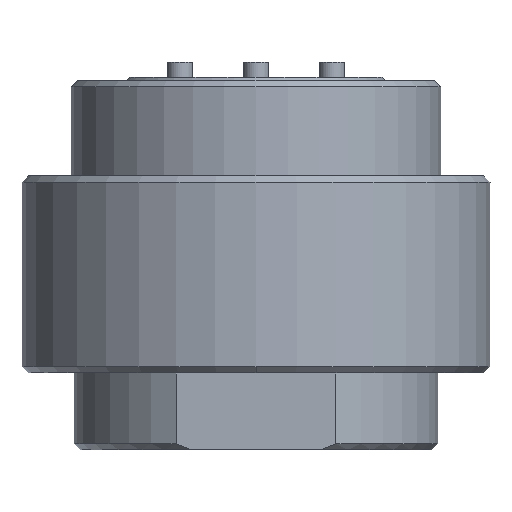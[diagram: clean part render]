
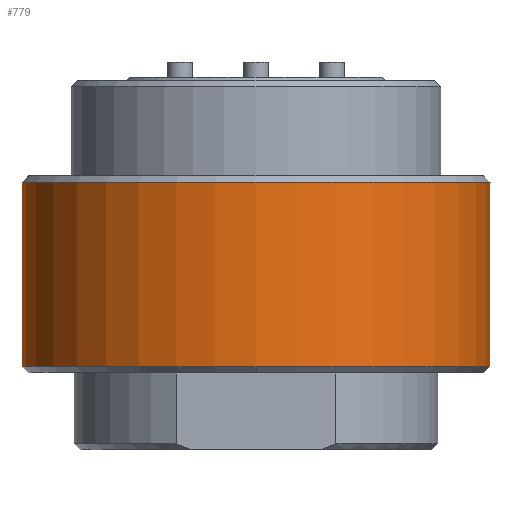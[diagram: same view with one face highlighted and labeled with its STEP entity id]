
A CAD part, front view. The second image highlights one B-rep face of the part: STEP entity #779.
In plain terms, the highlighted cylindrical face has radius 38 mm (diameter 76 mm), a partial arc.
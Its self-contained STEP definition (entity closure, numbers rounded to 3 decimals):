
#20 = ORIENTED_EDGE ( 'NONE', *, *, #296, .T. ) ;
#101 = ORIENTED_EDGE ( 'NONE', *, *, #586, .F. ) ;
#106 = CARTESIAN_POINT ( 'NONE',  ( 531.089, 355.818, -31. ) ) ;
#124 = EDGE_LOOP ( 'NONE', ( #101, #472, #2779, #20, #988 ) ) ;
#296 = EDGE_CURVE ( 'NONE', #1216, #309, #1588, .T. ) ;
#309 = VERTEX_POINT ( 'NONE', #2490 ) ;
#421 = VERTEX_POINT ( 'NONE', #1480 ) ;
#426 = EDGE_CURVE ( 'NONE', #309, #421, #1230, .T. ) ;
#428 = CIRCLE ( 'NONE', #503, 38. ) ;
#435 = DIRECTION ( 'NONE',  ( 0., 0., 1. ) ) ;
#472 = ORIENTED_EDGE ( 'NONE', *, *, #1982, .T. ) ;
#503 = AXIS2_PLACEMENT_3D ( 'NONE', #2463, #851, #1752 ) ;
#560 = CARTESIAN_POINT ( 'NONE',  ( 531.089, 355.818, -16. ) ) ;
#586 = EDGE_CURVE ( 'NONE', #1013, #421, #2309, .T. ) ;
#779 = ADVANCED_FACE ( 'NONE', ( #2917 ), #1308, .T. ) ;
#797 = DIRECTION ( 'NONE',  ( -1., 0., 0. ) ) ;
#851 = DIRECTION ( 'NONE',  ( 0., 0., -1. ) ) ;
#911 = DIRECTION ( 'NONE',  ( 0., 0., -1. ) ) ;
#921 = AXIS2_PLACEMENT_3D ( 'NONE', #2950, #435, #1806 ) ;
#988 = ORIENTED_EDGE ( 'NONE', *, *, #426, .T. ) ;
#1008 = CARTESIAN_POINT ( 'NONE',  ( 493.089, 355.818, -1. ) ) ;
#1013 = VERTEX_POINT ( 'NONE', #2169 ) ;
#1113 = LINE ( 'NONE', #1945, #2581 ) ;
#1216 = VERTEX_POINT ( 'NONE', #2118 ) ;
#1230 = CIRCLE ( 'NONE', #1243, 38. ) ;
#1243 = AXIS2_PLACEMENT_3D ( 'NONE', #106, #2422, #2396 ) ;
#1308 = CYLINDRICAL_SURFACE ( 'NONE', #2964, 38. ) ;
#1401 = VERTEX_POINT ( 'NONE', #1008 ) ;
#1480 = CARTESIAN_POINT ( 'NONE',  ( 569.089, 355.818, -31. ) ) ;
#1588 = CIRCLE ( 'NONE', #921, 38. ) ;
#1688 = VECTOR ( 'NONE', #911, 1000. ) ;
#1752 = DIRECTION ( 'NONE',  ( -1., 0., 0. ) ) ;
#1806 = DIRECTION ( 'NONE',  ( -1., 0., 0. ) ) ;
#1945 = CARTESIAN_POINT ( 'NONE',  ( 493.089, 355.818, -16. ) ) ;
#1982 = EDGE_CURVE ( 'NONE', #1013, #1401, #428, .T. ) ;
#2118 = CARTESIAN_POINT ( 'NONE',  ( 493.089, 355.818, -31. ) ) ;
#2169 = CARTESIAN_POINT ( 'NONE',  ( 569.089, 355.818, -1. ) ) ;
#2174 = DIRECTION ( 'NONE',  ( 0., 0., -1. ) ) ;
#2288 = CARTESIAN_POINT ( 'NONE',  ( 569.089, 355.818, -16. ) ) ;
#2309 = LINE ( 'NONE', #2288, #1688 ) ;
#2396 = DIRECTION ( 'NONE',  ( -1., 0., 0. ) ) ;
#2422 = DIRECTION ( 'NONE',  ( 0., 0., 1. ) ) ;
#2463 = CARTESIAN_POINT ( 'NONE',  ( 531.089, 355.818, -1. ) ) ;
#2490 = CARTESIAN_POINT ( 'NONE',  ( 531.089, 317.818, -31. ) ) ;
#2581 = VECTOR ( 'NONE', #2174, 1000. ) ;
#2609 = DIRECTION ( 'NONE',  ( 0., 0., -1. ) ) ;
#2624 = EDGE_CURVE ( 'NONE', #1401, #1216, #1113, .T. ) ;
#2779 = ORIENTED_EDGE ( 'NONE', *, *, #2624, .T. ) ;
#2917 = FACE_OUTER_BOUND ( 'NONE', #124, .T. ) ;
#2950 = CARTESIAN_POINT ( 'NONE',  ( 531.089, 355.818, -31. ) ) ;
#2964 = AXIS2_PLACEMENT_3D ( 'NONE', #560, #2609, #797 ) ;
